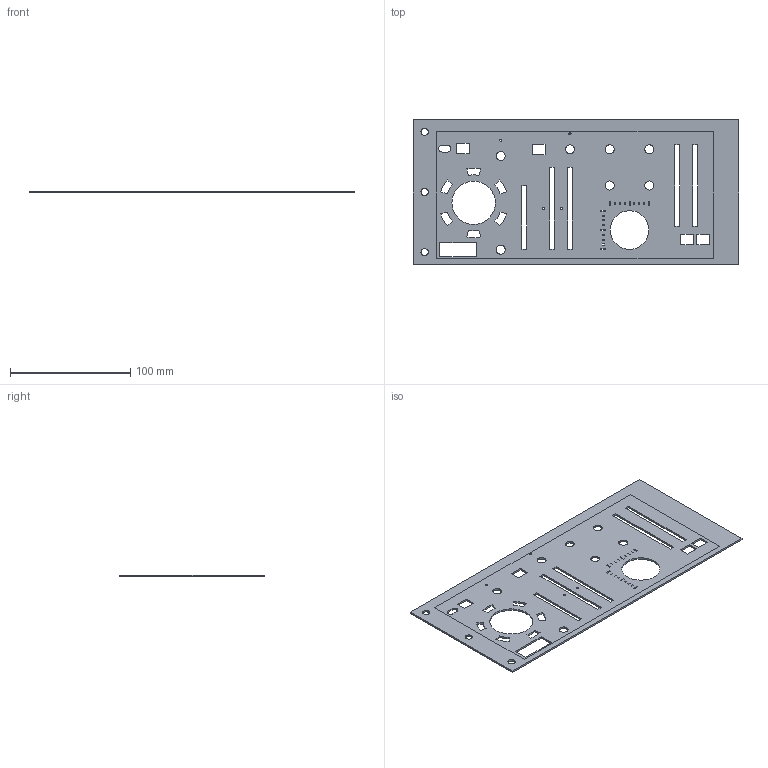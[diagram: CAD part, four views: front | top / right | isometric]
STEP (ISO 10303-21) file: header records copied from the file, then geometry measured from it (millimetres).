
FILE_DESCRIPTION(('FreeCAD Model'),'2;1');
FILE_NAME('2020LUM1PROGRACEV0_9.step','2020-01-10T15:26:21',('Author'),(''), 'Open CASCADE STEP processor 7.3','FreeCAD','Unknown');
FILE_SCHEMA(('AUTOMOTIVE_DESIGN { 1 0 10303 214 1 1 1 1 }'));
Length unit declared in the file: millimetre
Products named in the file (1): Body
Bounding box: 270 x 120 x 1.5 mm (x, y, z)
Volume: 41564.8 mm3; surface area: 59175.8 mm2
Topology: 1 solids, 1 shells, 164 faces, 488 edges, 328 vertices
Faces by surface type: plane 134, cylinder 30
Full cylindrical faces by diameter (mm): 1.8 x4, 6 x3, 7.5 x7, 32 x1, 36 x1
Entity records: 12196 total; most frequent: CARTESIAN_POINT 2299, DIRECTION 1797, LINE 1344, VECTOR 1344, ORIENTED_EDGE 976, PCURVE 976, DEFINITIONAL_REPRESENTATION 976, EDGE_CURVE 488
